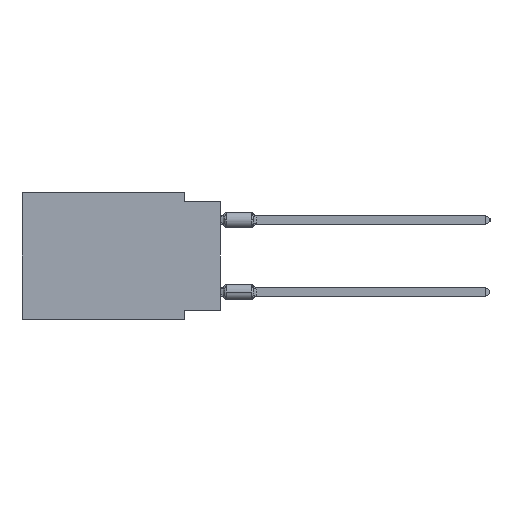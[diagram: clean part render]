
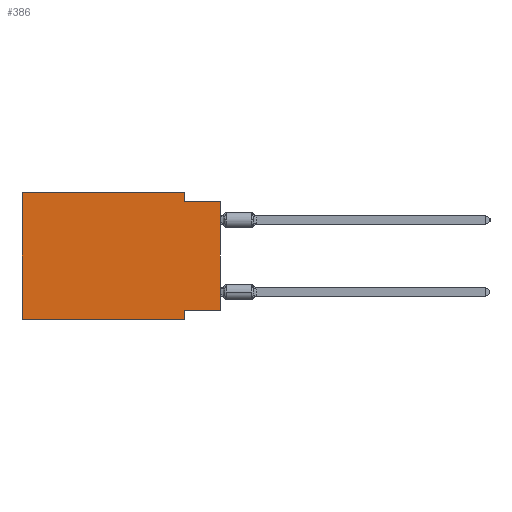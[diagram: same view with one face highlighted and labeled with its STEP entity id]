
A CAD part, left-side view. The second image highlights one B-rep face of the part: STEP entity #386.
In plain terms, the highlighted planar face has unit normal (-1, 0, 0).
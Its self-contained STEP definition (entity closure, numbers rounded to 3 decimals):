
#386 = ADVANCED_FACE ( 'NONE', ( #37214 ), #33725, .F. ) ;
#1902 = ORIENTED_EDGE ( 'NONE', *, *, #42525, .F. ) ;
#2197 = LINE ( 'NONE', #35194, #26386 ) ;
#2344 = DIRECTION ( 'NONE',  ( 0., -1., 0. ) ) ;
#3613 = DIRECTION ( 'NONE',  ( 0., -1., 0. ) ) ;
#4454 = ORIENTED_EDGE ( 'NONE', *, *, #5585, .F. ) ;
#5585 = EDGE_CURVE ( 'NONE', #36008, #31156, #19575, .T. ) ;
#6198 = CARTESIAN_POINT ( 'NONE',  ( 0., 2.54, 0. ) ) ;
#6741 = ORIENTED_EDGE ( 'NONE', *, *, #40536, .F. ) ;
#6893 = EDGE_CURVE ( 'NONE', #27044, #29728, #30415, .T. ) ;
#7630 = CARTESIAN_POINT ( 'NONE',  ( 0., 13.97, -8.89 ) ) ;
#7923 = CARTESIAN_POINT ( 'NONE',  ( 0., 13.97, -8.89 ) ) ;
#8465 = ORIENTED_EDGE ( 'NONE', *, *, #44193, .T. ) ;
#8772 = DIRECTION ( 'NONE',  ( 1., 0., 0. ) ) ;
#9033 = CARTESIAN_POINT ( 'NONE',  ( 0., 13.97, 0. ) ) ;
#9453 = CARTESIAN_POINT ( 'NONE',  ( 0., 0., 0. ) ) ;
#9985 = CARTESIAN_POINT ( 'NONE',  ( 0., 0., -0.635 ) ) ;
#12377 = VERTEX_POINT ( 'NONE', #16314 ) ;
#13486 = LINE ( 'NONE', #9453, #20375 ) ;
#14604 = DIRECTION ( 'NONE',  ( 0., 0., 1. ) ) ;
#15358 = DIRECTION ( 'NONE',  ( 0., -1., 0. ) ) ;
#16314 = CARTESIAN_POINT ( 'NONE',  ( 0., 2.54, -8.89 ) ) ;
#16321 = CARTESIAN_POINT ( 'NONE',  ( 0., 0., -8.255 ) ) ;
#16340 = VERTEX_POINT ( 'NONE', #17809 ) ;
#17809 = CARTESIAN_POINT ( 'NONE',  ( 0., 2.54, -0.635 ) ) ;
#19040 = DIRECTION ( 'NONE',  ( 0., 1., 0. ) ) ;
#19575 = LINE ( 'NONE', #51218, #26346 ) ;
#19648 = VERTEX_POINT ( 'NONE', #34866 ) ;
#19976 = CARTESIAN_POINT ( 'NONE',  ( 0., 2.54, -8.89 ) ) ;
#19985 = CARTESIAN_POINT ( 'NONE',  ( 0., 13.97, 0. ) ) ;
#20375 = VECTOR ( 'NONE', #25839, 1000. ) ;
#20501 = VECTOR ( 'NONE', #14604, 1000. ) ;
#21017 = LINE ( 'NONE', #19976, #47898 ) ;
#21790 = DIRECTION ( 'NONE',  ( 0., 0., -1. ) ) ;
#21883 = ORIENTED_EDGE ( 'NONE', *, *, #27666, .F. ) ;
#22750 = LINE ( 'NONE', #39364, #47133 ) ;
#22872 = CARTESIAN_POINT ( 'NONE',  ( 0., 2.54, -8.255 ) ) ;
#25148 = DIRECTION ( 'NONE',  ( 0., 0., -1. ) ) ;
#25839 = DIRECTION ( 'NONE',  ( 0., 0., 1. ) ) ;
#26346 = VECTOR ( 'NONE', #19040, 1000. ) ;
#26386 = VECTOR ( 'NONE', #15358, 1000. ) ;
#27044 = VERTEX_POINT ( 'NONE', #7923 ) ;
#27485 = VECTOR ( 'NONE', #21790, 1000. ) ;
#27666 = EDGE_CURVE ( 'NONE', #19648, #16340, #34363, .T. ) ;
#27764 = ORIENTED_EDGE ( 'NONE', *, *, #36737, .F. ) ;
#29728 = VERTEX_POINT ( 'NONE', #19985 ) ;
#30415 = LINE ( 'NONE', #42496, #20501 ) ;
#31156 = VERTEX_POINT ( 'NONE', #22872 ) ;
#33725 = PLANE ( 'NONE',  #48515 ) ;
#34363 = LINE ( 'NONE', #6198, #27485 ) ;
#34431 = VECTOR ( 'NONE', #3613, 1000. ) ;
#34866 = CARTESIAN_POINT ( 'NONE',  ( 0., 2.54, 0. ) ) ;
#35194 = CARTESIAN_POINT ( 'NONE',  ( 0., 0., -0.635 ) ) ;
#36008 = VERTEX_POINT ( 'NONE', #16321 ) ;
#36737 = EDGE_CURVE ( 'NONE', #31156, #12377, #21017, .T. ) ;
#36833 = ORIENTED_EDGE ( 'NONE', *, *, #6893, .F. ) ;
#36888 = EDGE_LOOP ( 'NONE', ( #47527, #6741, #21883, #1902, #36833, #8465, #27764, #4454 ) ) ;
#37214 = FACE_OUTER_BOUND ( 'NONE', #36888, .T. ) ;
#39364 = CARTESIAN_POINT ( 'NONE',  ( 0., 13.97, 0. ) ) ;
#40432 = VERTEX_POINT ( 'NONE', #9985 ) ;
#40536 = EDGE_CURVE ( 'NONE', #16340, #40432, #2197, .T. ) ;
#42496 = CARTESIAN_POINT ( 'NONE',  ( 0., 13.97, 0. ) ) ;
#42525 = EDGE_CURVE ( 'NONE', #29728, #19648, #22750, .T. ) ;
#44193 = EDGE_CURVE ( 'NONE', #27044, #12377, #44387, .T. ) ;
#44387 = LINE ( 'NONE', #7630, #34431 ) ;
#45395 = DIRECTION ( 'NONE',  ( 0., 0., -1. ) ) ;
#47133 = VECTOR ( 'NONE', #2344, 1000. ) ;
#47527 = ORIENTED_EDGE ( 'NONE', *, *, #48405, .T. ) ;
#47898 = VECTOR ( 'NONE', #45395, 1000. ) ;
#48405 = EDGE_CURVE ( 'NONE', #36008, #40432, #13486, .T. ) ;
#48515 = AXIS2_PLACEMENT_3D ( 'NONE', #9033, #8772, #25148 ) ;
#51218 = CARTESIAN_POINT ( 'NONE',  ( 0., 0., -8.255 ) ) ;
